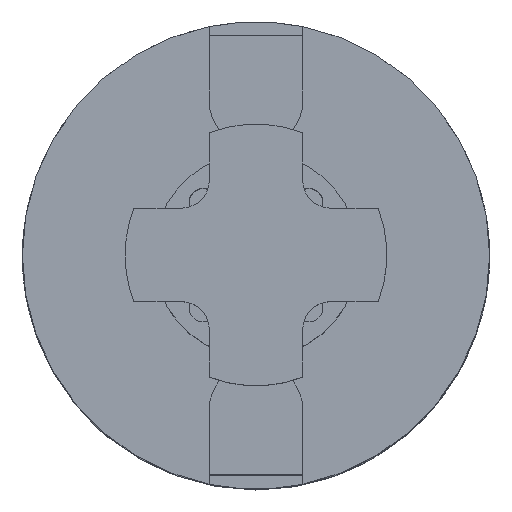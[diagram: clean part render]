
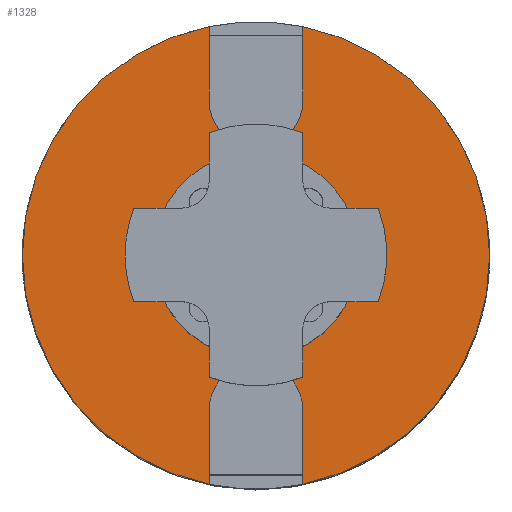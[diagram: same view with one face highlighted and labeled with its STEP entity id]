
A CAD part, top view. The second image highlights one B-rep face of the part: STEP entity #1328.
In plain terms, the highlighted planar face has unit normal (0, 0, 1).
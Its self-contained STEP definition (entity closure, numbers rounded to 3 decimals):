
#48 = DIRECTION ( 'NONE',  ( 0., -1., 0. ) ) ;
#144 = CARTESIAN_POINT ( 'NONE',  ( 5., 16.5, 60. ) ) ;
#149 = EDGE_CURVE ( 'NONE', #2737, #2330, #2672, .T. ) ;
#170 = EDGE_CURVE ( 'NONE', #5728, #2191, #691, .T. ) ;
#182 = VECTOR ( 'NONE', #48, 1000. ) ;
#298 = AXIS2_PLACEMENT_3D ( 'NONE', #3705, #5523, #3304 ) ;
#348 = VECTOR ( 'NONE', #495, 1000. ) ;
#495 = DIRECTION ( 'NONE',  ( 0., -1., 0. ) ) ;
#634 = VERTEX_POINT ( 'NONE', #3690 ) ;
#656 = CIRCLE ( 'NONE', #3392, 11. ) ;
#680 = EDGE_CURVE ( 'NONE', #3864, #729, #2247, .T. ) ;
#691 = CIRCLE ( 'NONE', #1178, 25. ) ;
#694 = CARTESIAN_POINT ( 'NONE',  ( 5., -23.5, 60. ) ) ;
#729 = VERTEX_POINT ( 'NONE', #3283 ) ;
#741 = CARTESIAN_POINT ( 'NONE',  ( 0., 0., 60. ) ) ;
#773 = VERTEX_POINT ( 'NONE', #1827 ) ;
#777 = CARTESIAN_POINT ( 'NONE',  ( -5., 24.495, 60. ) ) ;
#884 = CARTESIAN_POINT ( 'NONE',  ( 5., 16.5, 60. ) ) ;
#921 = DIRECTION ( 'NONE',  ( 0., 0., -1. ) ) ;
#923 = VERTEX_POINT ( 'NONE', #3114 ) ;
#925 = AXIS2_PLACEMENT_3D ( 'NONE', #1636, #2459, #5650 ) ;
#989 = CARTESIAN_POINT ( 'NONE',  ( 5., -24.495, 60. ) ) ;
#1057 = CARTESIAN_POINT ( 'NONE',  ( -11., 0., 60. ) ) ;
#1068 = CARTESIAN_POINT ( 'NONE',  ( 0., 0., 60. ) ) ;
#1081 = CARTESIAN_POINT ( 'NONE',  ( 25., 0., 60. ) ) ;
#1091 = CARTESIAN_POINT ( 'NONE',  ( 5., 25., 60. ) ) ;
#1108 = ORIENTED_EDGE ( 'NONE', *, *, #2087, .F. ) ;
#1124 = CARTESIAN_POINT ( 'NONE',  ( 5., 25., 60. ) ) ;
#1178 = AXIS2_PLACEMENT_3D ( 'NONE', #1068, #2411, #5566 ) ;
#1277 = ORIENTED_EDGE ( 'NONE', *, *, #2931, .F. ) ;
#1290 = EDGE_CURVE ( 'NONE', #773, #2066, #4746, .T. ) ;
#1328 = ADVANCED_FACE ( 'NONE', ( #3379, #2175 ), #5216, .T. ) ;
#1394 = DIRECTION ( 'NONE',  ( 0., 1., 0. ) ) ;
#1432 = CARTESIAN_POINT ( 'NONE',  ( 5., 23.5, 60. ) ) ;
#1555 = DIRECTION ( 'NONE',  ( -1., 0., 0. ) ) ;
#1636 = CARTESIAN_POINT ( 'NONE',  ( 0., 16.5, 60. ) ) ;
#1664 = ORIENTED_EDGE ( 'NONE', *, *, #3084, .F. ) ;
#1680 = AXIS2_PLACEMENT_3D ( 'NONE', #4254, #5155, #1555 ) ;
#1709 = VECTOR ( 'NONE', #3292, 1000. ) ;
#1717 = EDGE_CURVE ( 'NONE', #634, #5247, #5071, .T. ) ;
#1773 = VERTEX_POINT ( 'NONE', #884 ) ;
#1778 = VECTOR ( 'NONE', #2997, 1000. ) ;
#1804 = EDGE_LOOP ( 'NONE', ( #2810, #1108, #4090, #4259, #3763, #2486, #1664, #4964, #1277, #5480, #4935, #5310, #3609, #4229 ) ) ;
#1827 = CARTESIAN_POINT ( 'NONE',  ( -5., -24.495, 60. ) ) ;
#1851 = CARTESIAN_POINT ( 'NONE',  ( 0., 0., 60. ) ) ;
#2025 = DIRECTION ( 'NONE',  ( 0., 1., 0. ) ) ;
#2039 = AXIS2_PLACEMENT_3D ( 'NONE', #5663, #5724, #3414 ) ;
#2066 = VERTEX_POINT ( 'NONE', #5709 ) ;
#2082 = LINE ( 'NONE', #4081, #182 ) ;
#2087 = EDGE_CURVE ( 'NONE', #3864, #1773, #2566, .T. ) ;
#2105 = CARTESIAN_POINT ( 'NONE',  ( -5., -23.5, 60. ) ) ;
#2175 = FACE_BOUND ( 'NONE', #4172, .T. ) ;
#2191 = VERTEX_POINT ( 'NONE', #1081 ) ;
#2247 = LINE ( 'NONE', #4133, #3956 ) ;
#2278 = CARTESIAN_POINT ( 'NONE',  ( -5., 16.5, 60. ) ) ;
#2330 = VERTEX_POINT ( 'NONE', #694 ) ;
#2377 = EDGE_CURVE ( 'NONE', #2066, #4262, #2833, .T. ) ;
#2411 = DIRECTION ( 'NONE',  ( 0., 0., -1. ) ) ;
#2459 = DIRECTION ( 'NONE',  ( 0., 0., 1. ) ) ;
#2486 = ORIENTED_EDGE ( 'NONE', *, *, #1290, .F. ) ;
#2512 = CIRCLE ( 'NONE', #1680, 11. ) ;
#2519 = VECTOR ( 'NONE', #2025, 1000. ) ;
#2535 = EDGE_CURVE ( 'NONE', #3446, #5728, #5123, .T. ) ;
#2566 = CIRCLE ( 'NONE', #925, 5. ) ;
#2600 = DIRECTION ( 'NONE',  ( -1., 0., 0. ) ) ;
#2648 = LINE ( 'NONE', #144, #1709 ) ;
#2672 = LINE ( 'NONE', #1091, #3376 ) ;
#2737 = VERTEX_POINT ( 'NONE', #989 ) ;
#2777 = CIRCLE ( 'NONE', #4273, 5. ) ;
#2810 = ORIENTED_EDGE ( 'NONE', *, *, #3557, .F. ) ;
#2833 = CIRCLE ( 'NONE', #2968, 25. ) ;
#2916 = ORIENTED_EDGE ( 'NONE', *, *, #4858, .T. ) ;
#2931 = EDGE_CURVE ( 'NONE', #923, #634, #2777, .T. ) ;
#2968 = AXIS2_PLACEMENT_3D ( 'NONE', #4382, #3943, #2600 ) ;
#2997 = DIRECTION ( 'NONE',  ( 0., -1., 0. ) ) ;
#3084 = EDGE_CURVE ( 'NONE', #5247, #773, #2082, .T. ) ;
#3114 = CARTESIAN_POINT ( 'NONE',  ( 5., -16.5, 60. ) ) ;
#3134 = DIRECTION ( 'NONE',  ( 0., 0., 1. ) ) ;
#3139 = VECTOR ( 'NONE', #1394, 1000. ) ;
#3149 = CARTESIAN_POINT ( 'NONE',  ( 0., -16.5, 60. ) ) ;
#3229 = DIRECTION ( 'NONE',  ( 0., 1., 0. ) ) ;
#3277 = EDGE_CURVE ( 'NONE', #2330, #923, #4215, .T. ) ;
#3283 = CARTESIAN_POINT ( 'NONE',  ( -5., 23.5, 60. ) ) ;
#3292 = DIRECTION ( 'NONE',  ( 0., 1., 0. ) ) ;
#3304 = DIRECTION ( 'NONE',  ( -1., 0., 0. ) ) ;
#3327 = EDGE_CURVE ( 'NONE', #2191, #2737, #4507, .T. ) ;
#3329 = CARTESIAN_POINT ( 'NONE',  ( 11., 0., 60. ) ) ;
#3376 = VECTOR ( 'NONE', #5607, 1000. ) ;
#3379 = FACE_OUTER_BOUND ( 'NONE', #1804, .T. ) ;
#3392 = AXIS2_PLACEMENT_3D ( 'NONE', #1851, #921, #4614 ) ;
#3414 = DIRECTION ( 'NONE',  ( 1., 0., 0. ) ) ;
#3446 = VERTEX_POINT ( 'NONE', #1432 ) ;
#3557 = EDGE_CURVE ( 'NONE', #1773, #3446, #2648, .T. ) ;
#3585 = EDGE_CURVE ( 'NONE', #5107, #5589, #2512, .T. ) ;
#3602 = ORIENTED_EDGE ( 'NONE', *, *, #3585, .T. ) ;
#3609 = ORIENTED_EDGE ( 'NONE', *, *, #170, .F. ) ;
#3675 = CARTESIAN_POINT ( 'NONE',  ( 5., 16.5, 60. ) ) ;
#3690 = CARTESIAN_POINT ( 'NONE',  ( -5., -16.5, 60. ) ) ;
#3705 = CARTESIAN_POINT ( 'NONE',  ( 0., 0., 60. ) ) ;
#3752 = CARTESIAN_POINT ( 'NONE',  ( -5., -26.586, 60. ) ) ;
#3763 = ORIENTED_EDGE ( 'NONE', *, *, #2377, .F. ) ;
#3864 = VERTEX_POINT ( 'NONE', #2278 ) ;
#3904 = DIRECTION ( 'NONE',  ( -1., 0., 0. ) ) ;
#3943 = DIRECTION ( 'NONE',  ( 0., 0., -1. ) ) ;
#3956 = VECTOR ( 'NONE', #3229, 1000. ) ;
#4081 = CARTESIAN_POINT ( 'NONE',  ( -5., -26.586, 60. ) ) ;
#4090 = ORIENTED_EDGE ( 'NONE', *, *, #680, .T. ) ;
#4133 = CARTESIAN_POINT ( 'NONE',  ( -5., 25., 60. ) ) ;
#4172 = EDGE_LOOP ( 'NONE', ( #2916, #3602 ) ) ;
#4202 = LINE ( 'NONE', #5245, #1778 ) ;
#4215 = LINE ( 'NONE', #1124, #2519 ) ;
#4229 = ORIENTED_EDGE ( 'NONE', *, *, #2535, .F. ) ;
#4254 = CARTESIAN_POINT ( 'NONE',  ( 0., 0., 60. ) ) ;
#4259 = ORIENTED_EDGE ( 'NONE', *, *, #4661, .F. ) ;
#4262 = VERTEX_POINT ( 'NONE', #777 ) ;
#4273 = AXIS2_PLACEMENT_3D ( 'NONE', #3149, #3134, #5825 ) ;
#4382 = CARTESIAN_POINT ( 'NONE',  ( 0., 0., 60. ) ) ;
#4507 = CIRCLE ( 'NONE', #298, 25. ) ;
#4586 = AXIS2_PLACEMENT_3D ( 'NONE', #741, #5253, #3904 ) ;
#4614 = DIRECTION ( 'NONE',  ( -1., 0., 0. ) ) ;
#4661 = EDGE_CURVE ( 'NONE', #4262, #729, #4202, .T. ) ;
#4746 = CIRCLE ( 'NONE', #4586, 25. ) ;
#4858 = EDGE_CURVE ( 'NONE', #5589, #5107, #656, .T. ) ;
#4935 = ORIENTED_EDGE ( 'NONE', *, *, #149, .F. ) ;
#4964 = ORIENTED_EDGE ( 'NONE', *, *, #1717, .F. ) ;
#5071 = LINE ( 'NONE', #3752, #348 ) ;
#5107 = VERTEX_POINT ( 'NONE', #3329 ) ;
#5123 = LINE ( 'NONE', #3675, #3139 ) ;
#5155 = DIRECTION ( 'NONE',  ( 0., 0., -1. ) ) ;
#5216 = PLANE ( 'NONE',  #2039 ) ;
#5245 = CARTESIAN_POINT ( 'NONE',  ( -5., 25., 60. ) ) ;
#5247 = VERTEX_POINT ( 'NONE', #2105 ) ;
#5253 = DIRECTION ( 'NONE',  ( 0., 0., -1. ) ) ;
#5310 = ORIENTED_EDGE ( 'NONE', *, *, #3327, .F. ) ;
#5480 = ORIENTED_EDGE ( 'NONE', *, *, #3277, .F. ) ;
#5523 = DIRECTION ( 'NONE',  ( 0., 0., -1. ) ) ;
#5566 = DIRECTION ( 'NONE',  ( -1., 0., 0. ) ) ;
#5589 = VERTEX_POINT ( 'NONE', #1057 ) ;
#5607 = DIRECTION ( 'NONE',  ( 0., 1., 0. ) ) ;
#5650 = DIRECTION ( 'NONE',  ( 1., 0., 0. ) ) ;
#5663 = CARTESIAN_POINT ( 'NONE',  ( 0., 25., 60. ) ) ;
#5709 = CARTESIAN_POINT ( 'NONE',  ( -25., 0., 60. ) ) ;
#5713 = CARTESIAN_POINT ( 'NONE',  ( 5., 24.495, 60. ) ) ;
#5724 = DIRECTION ( 'NONE',  ( 0., 0., 1. ) ) ;
#5728 = VERTEX_POINT ( 'NONE', #5713 ) ;
#5825 = DIRECTION ( 'NONE',  ( -1., 0., 0. ) ) ;
